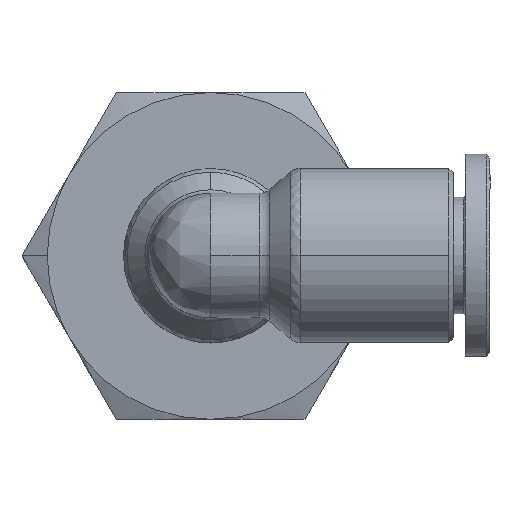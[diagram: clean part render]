
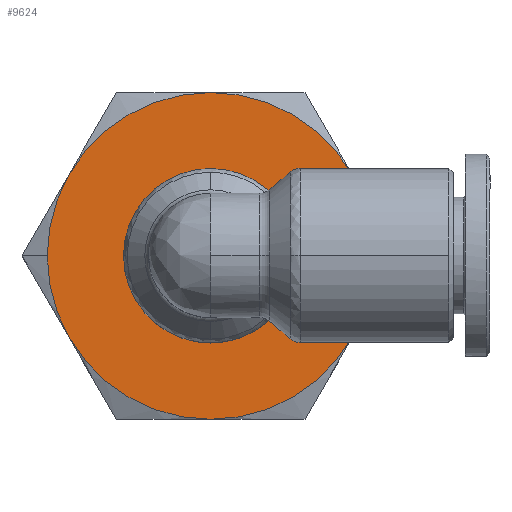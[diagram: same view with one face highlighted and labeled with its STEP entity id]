
A CAD part, top view. The second image highlights one B-rep face of the part: STEP entity #9624.
In plain terms, the highlighted face is planar.
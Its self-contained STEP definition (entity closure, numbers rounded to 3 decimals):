
#183 = ORIENTED_EDGE ( 'NONE', *, *, #8019, .F. ) ;
#295 = DIRECTION ( 'NONE',  ( 0., 0., 1. ) ) ;
#312 = CARTESIAN_POINT ( 'NONE',  ( -4.718, 0., 18.184 ) ) ;
#405 = AXIS2_PLACEMENT_3D ( 'NONE', #6571, #8304, #4086 ) ;
#588 = CIRCLE ( 'NONE', #5410, 10.5 ) ;
#610 = CARTESIAN_POINT ( 'NONE',  ( -4.718, 0., 18.184 ) ) ;
#638 = CIRCLE ( 'NONE', #405, 5.6 ) ;
#964 = VERTEX_POINT ( 'NONE', #2168 ) ;
#1044 = ORIENTED_EDGE ( 'NONE', *, *, #9310, .F. ) ;
#1047 = AXIS2_PLACEMENT_3D ( 'NONE', #312, #2805, #4548 ) ;
#1169 = VERTEX_POINT ( 'NONE', #1471 ) ;
#1198 = CARTESIAN_POINT ( 'NONE',  ( -4.718, 0., 18.184 ) ) ;
#1279 = FACE_BOUND ( 'NONE', #7894, .T. ) ;
#1471 = CARTESIAN_POINT ( 'NONE',  ( -4.718, -10.5, 18.184 ) ) ;
#1508 = CARTESIAN_POINT ( 'NONE',  ( -4.718, -2.8, 18.184 ) ) ;
#1522 = VERTEX_POINT ( 'NONE', #2017 ) ;
#1790 = DIRECTION ( 'NONE',  ( 1., 0., 0. ) ) ;
#1995 = DIRECTION ( 'NONE',  ( 0., 0., 1. ) ) ;
#2017 = CARTESIAN_POINT ( 'NONE',  ( 4.375, 5.25, 18.184 ) ) ;
#2116 = CIRCLE ( 'NONE', #1047, 10.5 ) ;
#2168 = CARTESIAN_POINT ( 'NONE',  ( 4.375, -5.25, 18.184 ) ) ;
#2223 = CIRCLE ( 'NONE', #4055, 10.5 ) ;
#2298 = EDGE_CURVE ( 'NONE', #7448, #8794, #7345, .T. ) ;
#2805 = DIRECTION ( 'NONE',  ( 0., 0., 1. ) ) ;
#2825 = ORIENTED_EDGE ( 'NONE', *, *, #9550, .T. ) ;
#2997 = CIRCLE ( 'NONE', #7000, 5.6 ) ;
#3269 = FACE_OUTER_BOUND ( 'NONE', #7300, .T. ) ;
#3927 = DIRECTION ( 'NONE',  ( 0., 0., 1. ) ) ;
#4020 = CARTESIAN_POINT ( 'NONE',  ( 5.782, 0., 18.184 ) ) ;
#4055 = AXIS2_PLACEMENT_3D ( 'NONE', #4973, #4858, #6557 ) ;
#4082 = ORIENTED_EDGE ( 'NONE', *, *, #4620, .F. ) ;
#4086 = DIRECTION ( 'NONE',  ( 0., -1., 0. ) ) ;
#4280 = CARTESIAN_POINT ( 'NONE',  ( -4.718, 0., 18.184 ) ) ;
#4460 = CIRCLE ( 'NONE', #9051, 10.5 ) ;
#4548 = DIRECTION ( 'NONE',  ( 1., 0., 0. ) ) ;
#4620 = EDGE_CURVE ( 'NONE', #8903, #1522, #588, .T. ) ;
#4664 = AXIS2_PLACEMENT_3D ( 'NONE', #4280, #6861, #1790 ) ;
#4770 = VERTEX_POINT ( 'NONE', #7403 ) ;
#4778 = DIRECTION ( 'NONE',  ( 0., 0., 1. ) ) ;
#4858 = DIRECTION ( 'NONE',  ( 0., 0., 1. ) ) ;
#4973 = CARTESIAN_POINT ( 'NONE',  ( -4.718, 0., 18.184 ) ) ;
#5123 = DIRECTION ( 'NONE',  ( 1., 0., 0. ) ) ;
#5410 = AXIS2_PLACEMENT_3D ( 'NONE', #1198, #1995, #9558 ) ;
#5518 = EDGE_CURVE ( 'NONE', #1169, #964, #2116, .T. ) ;
#5621 = AXIS2_PLACEMENT_3D ( 'NONE', #9571, #295, #8865 ) ;
#6311 = AXIS2_PLACEMENT_3D ( 'NONE', #1508, #9893, #6551 ) ;
#6420 = VERTEX_POINT ( 'NONE', #7524 ) ;
#6511 = DIRECTION ( 'NONE',  ( 1., 0., 0. ) ) ;
#6551 = DIRECTION ( 'NONE',  ( -1., 0., 0. ) ) ;
#6557 = DIRECTION ( 'NONE',  ( 1., 0., 0. ) ) ;
#6571 = CARTESIAN_POINT ( 'NONE',  ( -4.718, 0., 18.184 ) ) ;
#6731 = ORIENTED_EDGE ( 'NONE', *, *, #5518, .F. ) ;
#6772 = DIRECTION ( 'NONE',  ( 0., 0., 1. ) ) ;
#6861 = DIRECTION ( 'NONE',  ( 0., 0., 1. ) ) ;
#7000 = AXIS2_PLACEMENT_3D ( 'NONE', #610, #3927, #7373 ) ;
#7046 = EDGE_CURVE ( 'NONE', #1522, #7448, #10206, .T. ) ;
#7300 = EDGE_LOOP ( 'NONE', ( #1044, #8979, #10744, #8131, #4082, #183, #6731 ) ) ;
#7329 = CARTESIAN_POINT ( 'NONE',  ( -4.718, 0., 18.184 ) ) ;
#7345 = CIRCLE ( 'NONE', #4664, 10.5 ) ;
#7373 = DIRECTION ( 'NONE',  ( 0., -1., 0. ) ) ;
#7403 = CARTESIAN_POINT ( 'NONE',  ( -13.811, -5.25, 18.184 ) ) ;
#7448 = VERTEX_POINT ( 'NONE', #10363 ) ;
#7524 = CARTESIAN_POINT ( 'NONE',  ( -4.718, 5.6, 18.184 ) ) ;
#7894 = EDGE_LOOP ( 'NONE', ( #10756, #2825 ) ) ;
#8019 = EDGE_CURVE ( 'NONE', #964, #8903, #2223, .T. ) ;
#8022 = CIRCLE ( 'NONE', #9852, 10.5 ) ;
#8055 = CARTESIAN_POINT ( 'NONE',  ( -13.811, 5.25, 18.184 ) ) ;
#8131 = ORIENTED_EDGE ( 'NONE', *, *, #7046, .F. ) ;
#8304 = DIRECTION ( 'NONE',  ( 0., 0., 1. ) ) ;
#8523 = CARTESIAN_POINT ( 'NONE',  ( -4.718, 0., 18.184 ) ) ;
#8794 = VERTEX_POINT ( 'NONE', #8055 ) ;
#8865 = DIRECTION ( 'NONE',  ( 1., 0., 0. ) ) ;
#8886 = EDGE_CURVE ( 'NONE', #9156, #6420, #638, .T. ) ;
#8903 = VERTEX_POINT ( 'NONE', #4020 ) ;
#8979 = ORIENTED_EDGE ( 'NONE', *, *, #9516, .F. ) ;
#9051 = AXIS2_PLACEMENT_3D ( 'NONE', #8523, #6772, #5123 ) ;
#9156 = VERTEX_POINT ( 'NONE', #9905 ) ;
#9310 = EDGE_CURVE ( 'NONE', #4770, #1169, #4460, .T. ) ;
#9516 = EDGE_CURVE ( 'NONE', #8794, #4770, #8022, .T. ) ;
#9550 = EDGE_CURVE ( 'NONE', #6420, #9156, #2997, .T. ) ;
#9558 = DIRECTION ( 'NONE',  ( 1., 0., 0. ) ) ;
#9571 = CARTESIAN_POINT ( 'NONE',  ( -4.718, 0., 18.184 ) ) ;
#9624 = ADVANCED_FACE ( 'NONE', ( #1279, #3269 ), #10741, .T. ) ;
#9852 = AXIS2_PLACEMENT_3D ( 'NONE', #7329, #4778, #6511 ) ;
#9893 = DIRECTION ( 'NONE',  ( 0., 0., -1. ) ) ;
#9905 = CARTESIAN_POINT ( 'NONE',  ( -4.718, -5.6, 18.184 ) ) ;
#10206 = CIRCLE ( 'NONE', #5621, 10.5 ) ;
#10363 = CARTESIAN_POINT ( 'NONE',  ( -4.718, 10.5, 18.184 ) ) ;
#10741 = PLANE ( 'NONE',  #6311 ) ;
#10744 = ORIENTED_EDGE ( 'NONE', *, *, #2298, .F. ) ;
#10756 = ORIENTED_EDGE ( 'NONE', *, *, #8886, .T. ) ;
